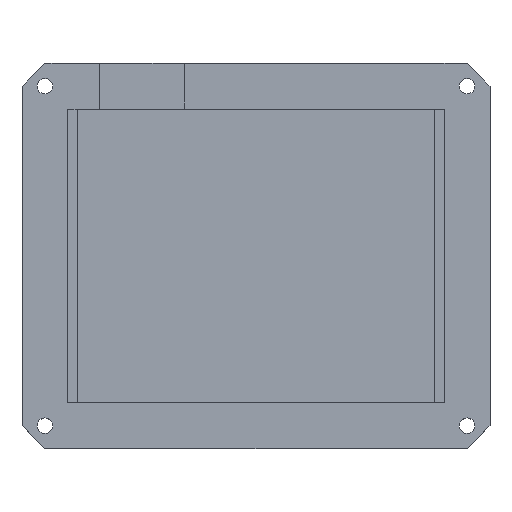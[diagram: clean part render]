
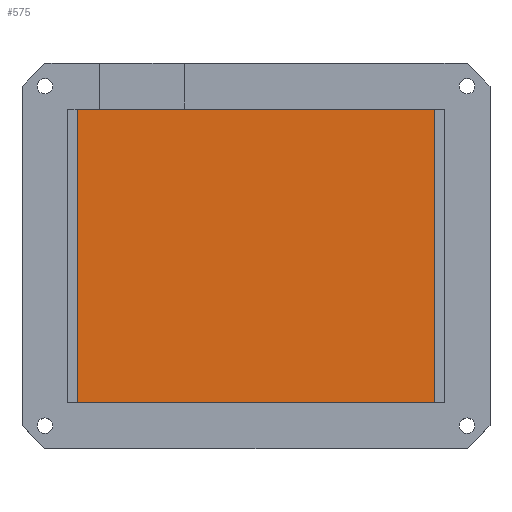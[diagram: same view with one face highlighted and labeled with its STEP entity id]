
A CAD part, top view. The second image highlights one B-rep face of the part: STEP entity #575.
In plain terms, the highlighted planar face has unit normal (0, 0, 1).
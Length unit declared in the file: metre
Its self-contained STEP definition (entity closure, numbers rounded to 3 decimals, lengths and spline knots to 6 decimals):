
#48=ORIENTED_EDGE('',*,*,#191,.F.);
#49=ORIENTED_EDGE('',*,*,#200,.T.);
#50=ORIENTED_EDGE('',*,*,#201,.T.);
#51=ORIENTED_EDGE('',*,*,#202,.F.);
#191=EDGE_CURVE('',#267,#268,#323,.T.);
#200=EDGE_CURVE('',#267,#276,#332,.T.);
#201=EDGE_CURVE('',#276,#277,#333,.T.);
#202=EDGE_CURVE('',#268,#277,#334,.T.);
#267=VERTEX_POINT('',#841);
#268=VERTEX_POINT('',#843);
#276=VERTEX_POINT('',#861);
#277=VERTEX_POINT('',#863);
#323=LINE('',#842,#383);
#332=LINE('',#860,#392);
#333=LINE('',#862,#393);
#334=LINE('',#864,#394);
#383=VECTOR('',#678,1.);
#392=VECTOR('',#689,1.);
#393=VECTOR('',#690,1.);
#394=VECTOR('',#691,1.);
#441=EDGE_LOOP('',(#48,#49,#50,#51));
#495=FACE_BOUND('',#441,.T.);
#549=PLANE('',#622);
#575=ADVANCED_FACE('',(#495),#549,.T.);
#622=AXIS2_PLACEMENT_3D('',#859,#687,#688);
#678=DIRECTION('',(1.,0.,0.));
#687=DIRECTION('',(0.,0.,1.));
#688=DIRECTION('',(1.,0.,0.));
#689=DIRECTION('',(0.,-1.,0.));
#690=DIRECTION('',(1.,0.,0.));
#691=DIRECTION('',(0.,-1.,0.));
#841=CARTESIAN_POINT('',(0.002,0.064,0.0031));
#842=CARTESIAN_POINT('',(0.041,0.064,0.0031));
#843=CARTESIAN_POINT('',(0.08,0.064,0.0031));
#859=CARTESIAN_POINT('',(0.041,0.032,0.0031));
#860=CARTESIAN_POINT('',(0.002,0.032,0.0031));
#861=CARTESIAN_POINT('',(0.002,0.,0.0031));
#862=CARTESIAN_POINT('',(0.041,0.,0.0031));
#863=CARTESIAN_POINT('',(0.08,0.,0.0031));
#864=CARTESIAN_POINT('',(0.08,0.032,0.0031));
